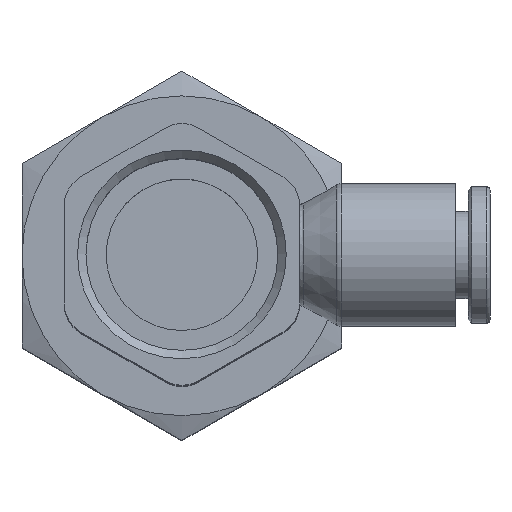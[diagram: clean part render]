
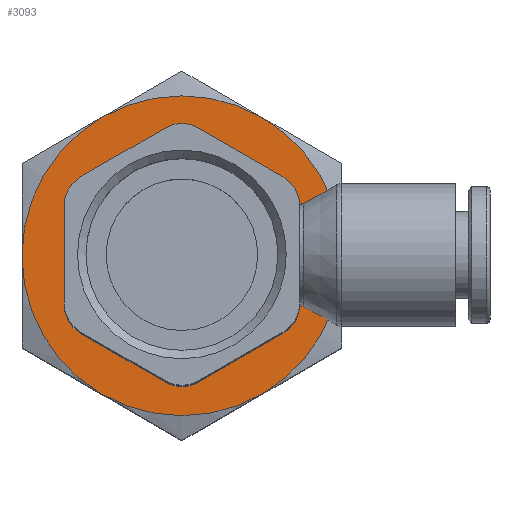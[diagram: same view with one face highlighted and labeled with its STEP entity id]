
A CAD part, top view. The second image highlights one B-rep face of the part: STEP entity #3093.
In plain terms, the highlighted planar face has unit normal (0, 0, 1).
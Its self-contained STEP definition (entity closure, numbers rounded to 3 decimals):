
#281=FACE_BOUND('',#811,.T.);
#385=PLANE('',#3443);
#606=FACE_OUTER_BOUND('',#810,.T.);
#810=EDGE_LOOP('',(#2858,#2859,#2860,#2861,#2862,#2863));
#811=EDGE_LOOP('',(#2864,#2865,#2866,#2867,#2868,#2869,#2870,#2871,#2872,
#2873,#2874,#2875));
#933=LINE('',#4822,#1136);
#942=LINE('',#4844,#1145);
#948=LINE('',#4865,#1151);
#954=LINE('',#4887,#1157);
#959=LINE('',#4906,#1162);
#960=LINE('',#4908,#1163);
#1136=VECTOR('',#3866,5.774);
#1145=VECTOR('',#3883,5.774);
#1151=VECTOR('',#3905,5.774);
#1157=VECTOR('',#3929,5.774);
#1162=VECTOR('',#3956,5.774);
#1163=VECTOR('',#3959,5.774);
#1276=CIRCLE('',#3266,2.);
#1278=CIRCLE('',#3270,2.);
#1281=CIRCLE('',#3276,2.);
#1284=CIRCLE('',#3282,2.);
#1287=CIRCLE('',#3287,2.);
#1289=CIRCLE('',#3291,2.);
#1355=CIRCLE('',#3417,9.5);
#1356=CIRCLE('',#3419,9.5);
#1357=CIRCLE('',#3421,9.5);
#1358=CIRCLE('',#3423,9.5);
#1359=CIRCLE('',#3425,9.5);
#1360=CIRCLE('',#3427,9.5);
#1504=VERTEX_POINT('',#4815);
#1505=VERTEX_POINT('',#4817);
#1506=VERTEX_POINT('',#4821);
#1511=VERTEX_POINT('',#4832);
#1512=VERTEX_POINT('',#4834);
#1515=VERTEX_POINT('',#4842);
#1519=VERTEX_POINT('',#4853);
#1520=VERTEX_POINT('',#4855);
#1522=VERTEX_POINT('',#4864);
#1525=VERTEX_POINT('',#4872);
#1528=VERTEX_POINT('',#4882);
#1529=VERTEX_POINT('',#4886);
#1611=VERTEX_POINT('',#5305);
#1617=VERTEX_POINT('',#5326);
#1621=VERTEX_POINT('',#5344);
#1622=VERTEX_POINT('',#5357);
#1623=VERTEX_POINT('',#5363);
#1626=VERTEX_POINT('',#5377);
#1842=EDGE_CURVE('',#1504,#1505,#1276,.T.);
#1844=EDGE_CURVE('',#1505,#1506,#933,.T.);
#1850=EDGE_CURVE('',#1511,#1512,#1278,.T.);
#1855=EDGE_CURVE('',#1515,#1511,#942,.T.);
#1860=EDGE_CURVE('',#1519,#1520,#1281,.T.);
#1865=EDGE_CURVE('',#1520,#1522,#948,.T.);
#1869=EDGE_CURVE('',#1522,#1525,#1284,.T.);
#1874=EDGE_CURVE('',#1506,#1528,#1287,.T.);
#1876=EDGE_CURVE('',#1528,#1529,#954,.T.);
#1881=EDGE_CURVE('',#1529,#1515,#1289,.T.);
#1887=EDGE_CURVE('',#1512,#1519,#959,.T.);
#1888=EDGE_CURVE('',#1525,#1504,#960,.T.);
#2023=EDGE_CURVE('',#1617,#1621,#1355,.T.);
#2025=EDGE_CURVE('',#1621,#1622,#1356,.T.);
#2027=EDGE_CURVE('',#1622,#1623,#1357,.T.);
#2031=EDGE_CURVE('',#1623,#1626,#1358,.T.);
#2033=EDGE_CURVE('',#1626,#1611,#1359,.T.);
#2034=EDGE_CURVE('',#1611,#1617,#1360,.T.);
#2858=ORIENTED_EDGE('',*,*,#2023,.T.);
#2859=ORIENTED_EDGE('',*,*,#2025,.T.);
#2860=ORIENTED_EDGE('',*,*,#2027,.T.);
#2861=ORIENTED_EDGE('',*,*,#2031,.T.);
#2862=ORIENTED_EDGE('',*,*,#2033,.T.);
#2863=ORIENTED_EDGE('',*,*,#2034,.T.);
#2864=ORIENTED_EDGE('',*,*,#1881,.F.);
#2865=ORIENTED_EDGE('',*,*,#1876,.F.);
#2866=ORIENTED_EDGE('',*,*,#1874,.F.);
#2867=ORIENTED_EDGE('',*,*,#1844,.F.);
#2868=ORIENTED_EDGE('',*,*,#1842,.F.);
#2869=ORIENTED_EDGE('',*,*,#1888,.F.);
#2870=ORIENTED_EDGE('',*,*,#1869,.F.);
#2871=ORIENTED_EDGE('',*,*,#1865,.F.);
#2872=ORIENTED_EDGE('',*,*,#1860,.F.);
#2873=ORIENTED_EDGE('',*,*,#1887,.F.);
#2874=ORIENTED_EDGE('',*,*,#1850,.F.);
#2875=ORIENTED_EDGE('',*,*,#1855,.F.);
#3093=ADVANCED_FACE('',(#606,#281),#385,.T.);
#3266=AXIS2_PLACEMENT_3D('',#4818,#3861,#3862);
#3270=AXIS2_PLACEMENT_3D('',#4835,#3875,#3876);
#3276=AXIS2_PLACEMENT_3D('',#4856,#3894,#3895);
#3282=AXIS2_PLACEMENT_3D('',#4873,#3912,#3913);
#3287=AXIS2_PLACEMENT_3D('',#4883,#3924,#3925);
#3291=AXIS2_PLACEMENT_3D('',#4895,#3937,#3938);
#3417=AXIS2_PLACEMENT_3D('',#5355,#4246,#4247);
#3419=AXIS2_PLACEMENT_3D('',#5361,#4250,#4251);
#3421=AXIS2_PLACEMENT_3D('',#5368,#4254,#4255);
#3423=AXIS2_PLACEMENT_3D('',#5381,#4258,#4259);
#3425=AXIS2_PLACEMENT_3D('',#5386,#4262,#4263);
#3427=AXIS2_PLACEMENT_3D('',#5388,#4266,#4267);
#3443=AXIS2_PLACEMENT_3D('',#5429,#4300,#4301);
#3861=DIRECTION('center_axis',(0.,0.,
1.));
#3862=DIRECTION('ref_axis',(0.866,0.5,0.));
#3866=DIRECTION('',(-0.866,0.5,0.));
#3875=DIRECTION('center_axis',(0.,0.,
1.));
#3876=DIRECTION('ref_axis',(-0.866,-0.5,0.));
#3883=DIRECTION('',(0.,-1.,0.));
#3894=DIRECTION('center_axis',(0.,0.,
1.));
#3895=DIRECTION('ref_axis',(0.,-1.,0.));
#3905=DIRECTION('',(0.866,0.5,0.));
#3912=DIRECTION('center_axis',(0.,0.,
1.));
#3913=DIRECTION('ref_axis',(0.866,-0.5,0.));
#3924=DIRECTION('center_axis',(0.,0.,
1.));
#3925=DIRECTION('ref_axis',(0.,1.,0.));
#3929=DIRECTION('',(-0.866,-0.5,0.));
#3937=DIRECTION('center_axis',(0.,0.,
1.));
#3938=DIRECTION('ref_axis',(-0.866,0.5,0.));
#3956=DIRECTION('',(0.866,-0.5,0.));
#3959=DIRECTION('',(0.,1.,0.));
#4246=DIRECTION('center_axis',(0.,0.,
1.));
#4247=DIRECTION('ref_axis',(0.866,-0.5,0.));
#4250=DIRECTION('center_axis',(0.,0.,
1.));
#4251=DIRECTION('ref_axis',(0.866,-0.5,0.));
#4254=DIRECTION('center_axis',(0.,0.,
1.));
#4255=DIRECTION('ref_axis',(0.866,-0.5,0.));
#4258=DIRECTION('center_axis',(0.,0.,
1.));
#4259=DIRECTION('ref_axis',(0.866,-0.5,0.));
#4262=DIRECTION('center_axis',(0.,0.,
1.));
#4263=DIRECTION('ref_axis',(0.866,-0.5,0.));
#4266=DIRECTION('center_axis',(0.,0.,
1.));
#4267=DIRECTION('ref_axis',(0.866,-0.5,0.));
#4300=DIRECTION('center_axis',(0.,0.,
1.));
#4301=DIRECTION('ref_axis',(0.866,0.5,0.));
#4815=CARTESIAN_POINT('',(7.,2.887,15.));
#4817=CARTESIAN_POINT('',(6.,4.619,15.));
#4818=CARTESIAN_POINT('Origin',(5.,2.887,15.));
#4821=CARTESIAN_POINT('',(1.,7.506,15.));
#4822=CARTESIAN_POINT('',(7.,4.041,15.));
#4832=CARTESIAN_POINT('',(-7.,-2.887,15.));
#4834=CARTESIAN_POINT('',(-6.,-4.619,15.));
#4835=CARTESIAN_POINT('Origin',(-5.,-2.887,15.));
#4842=CARTESIAN_POINT('',(-7.,2.887,15.));
#4844=CARTESIAN_POINT('',(-7.,4.041,15.));
#4853=CARTESIAN_POINT('',(-1.,-7.506,15.));
#4855=CARTESIAN_POINT('',(1.,-7.506,15.));
#4856=CARTESIAN_POINT('Origin',(0.,-5.774,
15.));
#4864=CARTESIAN_POINT('',(6.,-4.619,15.));
#4865=CARTESIAN_POINT('',(0.,-8.083,15.));
#4872=CARTESIAN_POINT('',(7.,-2.887,15.));
#4873=CARTESIAN_POINT('Origin',(5.,-2.887,15.));
#4882=CARTESIAN_POINT('',(-1.,7.506,15.));
#4883=CARTESIAN_POINT('Origin',(0.,5.774,
15.));
#4886=CARTESIAN_POINT('',(-6.,4.619,15.));
#4887=CARTESIAN_POINT('',(0.,8.083,15.));
#4895=CARTESIAN_POINT('Origin',(-5.,2.887,15.));
#4906=CARTESIAN_POINT('',(-7.,-4.041,15.));
#4908=CARTESIAN_POINT('',(7.,-4.041,15.));
#5305=CARTESIAN_POINT('',(-9.5,0.,15.));
#5326=CARTESIAN_POINT('',(-4.75,-8.227,15.));
#5344=CARTESIAN_POINT('',(4.75,-8.227,15.));
#5355=CARTESIAN_POINT('Origin',(0.,0.,
15.));
#5357=CARTESIAN_POINT('',(9.5,0.,15.));
#5361=CARTESIAN_POINT('Origin',(0.,0.,
15.));
#5363=CARTESIAN_POINT('',(4.75,8.227,15.));
#5368=CARTESIAN_POINT('Origin',(0.,0.,
15.));
#5377=CARTESIAN_POINT('',(-4.75,8.227,15.));
#5381=CARTESIAN_POINT('Origin',(0.,0.,
15.));
#5386=CARTESIAN_POINT('Origin',(0.,0.,
15.));
#5388=CARTESIAN_POINT('Origin',(0.,0.,
15.));
#5429=CARTESIAN_POINT('Origin',(0.,0.,
15.));
